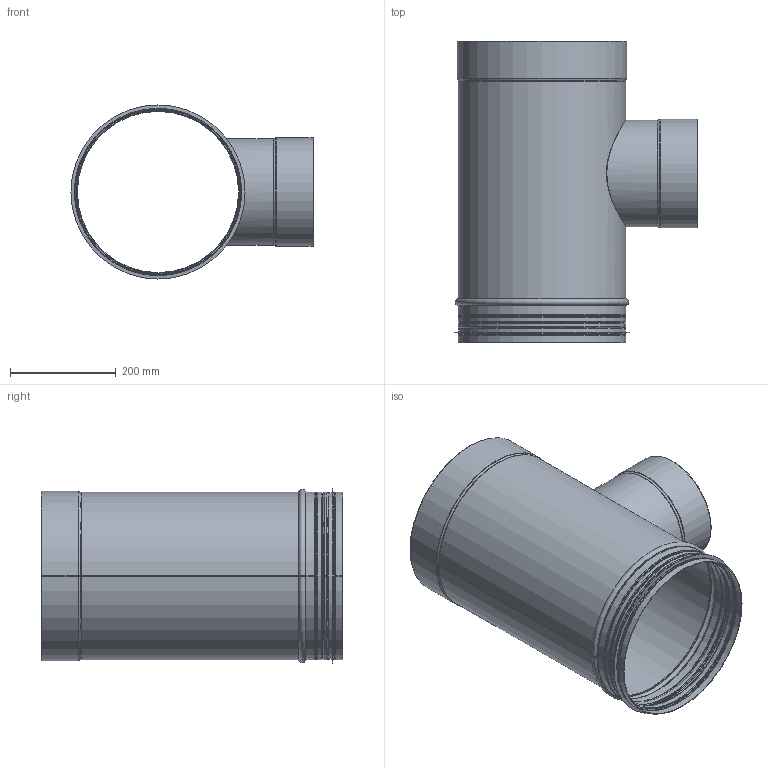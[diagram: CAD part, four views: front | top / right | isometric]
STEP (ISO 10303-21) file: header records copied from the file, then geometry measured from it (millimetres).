
FILE_DESCRIPTION((''),'2;1');
FILE_NAME('HTKMH-10.stp','2015-01-21T08:20:11',(''),(''),'Autodesk Inventor 2013','Autodesk Inventor 2013','');
FILE_SCHEMA(('AUTOMOTIVE_DESIGN { 1 2 10303 214 0 1 1 1 }'));
Length unit declared in the file: millimetre
Products named in the file (5): HTKMH-10; HTKMH-AA-10; HTKMH-AB-10; HIK-AA-6; HIK-AB-6
Assembly tree (4 placements, depth 2):
  HTKMH-10
    HTKMH-AA-10
    HTKMH-AB-10
    HIK-AA-6
    HIK-AB-6
Bounding box: 458.3 x 570 x 329.6 mm (x, y, z)
Volume: 690167.8 mm3; surface area: 1354847.9 mm2
Topology: 4 solids, 4 shells, 143 faces, 283 edges, 148 vertices
Faces by surface type: plane 67, torus 36, cylinder 26, cone 14
Full cylindrical faces by diameter (mm): 202 x1, 312 x2, 315.6 x2, 316.6 x1, 329.6 x1
Entity records: 4081 total; most frequent: CARTESIAN_POINT 830, DIRECTION 708, ORIENTED_EDGE 536, AXIS2_PLACEMENT_3D 292, EDGE_CURVE 268, EDGE_LOOP 164, VERTEX_POINT 148, STYLED_ITEM 147
